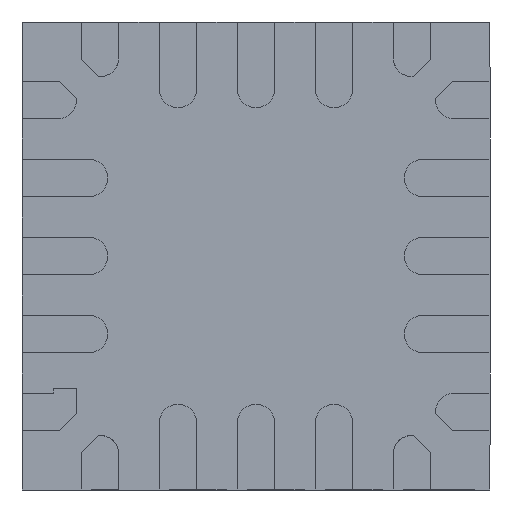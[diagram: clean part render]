
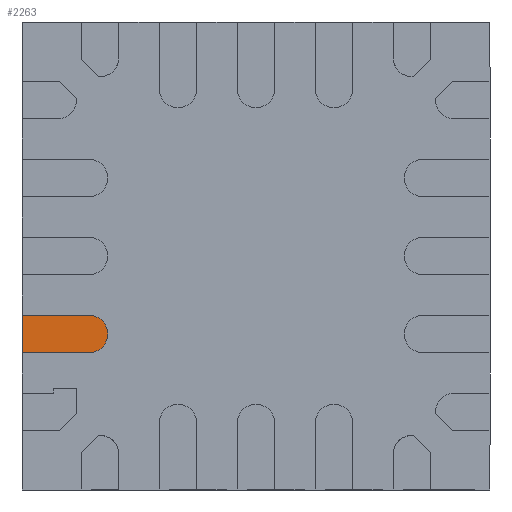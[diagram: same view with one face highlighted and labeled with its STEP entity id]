
A CAD part, front view. The second image highlights one B-rep face of the part: STEP entity #2263.
In plain terms, the highlighted planar face has unit normal (0, -1, 0).
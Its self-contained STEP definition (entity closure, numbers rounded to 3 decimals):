
#350 = LINE ( 'NONE', #7939, #5629 ) ;
#449 = DIRECTION ( 'NONE',  ( -1., 0., 0. ) ) ;
#921 = AXIS2_PLACEMENT_3D ( 'NONE', #7620, #4024, #2800 ) ;
#946 = ORIENTED_EDGE ( 'NONE', *, *, #1120, .F. ) ;
#1019 = ORIENTED_EDGE ( 'NONE', *, *, #5117, .F. ) ;
#1120 = EDGE_CURVE ( 'NONE', #4237, #7148, #4728, .T. ) ;
#1134 = CARTESIAN_POINT ( 'NONE',  ( -1.5, 0., -0.38 ) ) ;
#1147 = CARTESIAN_POINT ( 'NONE',  ( -1.07, 0., -0.62 ) ) ;
#1449 = CIRCLE ( 'NONE', #921, 0.12 ) ;
#2263 = ADVANCED_FACE ( 'NONE', ( #6153 ), #7334, .F. ) ;
#2800 = DIRECTION ( 'NONE',  ( 0., 0., 1. ) ) ;
#2945 = CARTESIAN_POINT ( 'NONE',  ( -1.5, 0., -0.62 ) ) ;
#3634 = ORIENTED_EDGE ( 'NONE', *, *, #4008, .F. ) ;
#4008 = EDGE_CURVE ( 'NONE', #7148, #4903, #350, .T. ) ;
#4024 = DIRECTION ( 'NONE',  ( 0., 1., 0. ) ) ;
#4035 = VERTEX_POINT ( 'NONE', #1147 ) ;
#4207 = EDGE_CURVE ( 'NONE', #4035, #4237, #6186, .T. ) ;
#4222 = DIRECTION ( 'NONE',  ( 0., 0., 1. ) ) ;
#4237 = VERTEX_POINT ( 'NONE', #2945 ) ;
#4494 = CARTESIAN_POINT ( 'NONE',  ( -1.5, 0., -0.38 ) ) ;
#4525 = EDGE_LOOP ( 'NONE', ( #6081, #1019, #3634, #946 ) ) ;
#4728 = LINE ( 'NONE', #1134, #7508 ) ;
#4902 = DIRECTION ( 'NONE',  ( 0., 0., 1. ) ) ;
#4903 = VERTEX_POINT ( 'NONE', #5045 ) ;
#5045 = CARTESIAN_POINT ( 'NONE',  ( -1.07, 0., -0.38 ) ) ;
#5117 = EDGE_CURVE ( 'NONE', #4903, #4035, #1449, .T. ) ;
#5629 = VECTOR ( 'NONE', #5975, 1000. ) ;
#5813 = VECTOR ( 'NONE', #449, 1000. ) ;
#5835 = AXIS2_PLACEMENT_3D ( 'NONE', #7927, #6155, #4902 ) ;
#5975 = DIRECTION ( 'NONE',  ( 1., 0., 0. ) ) ;
#6081 = ORIENTED_EDGE ( 'NONE', *, *, #4207, .F. ) ;
#6153 = FACE_OUTER_BOUND ( 'NONE', #4525, .T. ) ;
#6155 = DIRECTION ( 'NONE',  ( 0., 1., 0. ) ) ;
#6186 = LINE ( 'NONE', #6605, #5813 ) ;
#6605 = CARTESIAN_POINT ( 'NONE',  ( -1.07, 0., -0.62 ) ) ;
#7148 = VERTEX_POINT ( 'NONE', #4494 ) ;
#7334 = PLANE ( 'NONE',  #5835 ) ;
#7508 = VECTOR ( 'NONE', #4222, 1000. ) ;
#7620 = CARTESIAN_POINT ( 'NONE',  ( -1.07, 0., -0.5 ) ) ;
#7927 = CARTESIAN_POINT ( 'NONE',  ( -1.07, 0., -0.5 ) ) ;
#7939 = CARTESIAN_POINT ( 'NONE',  ( -1.07, 0., -0.38 ) ) ;
